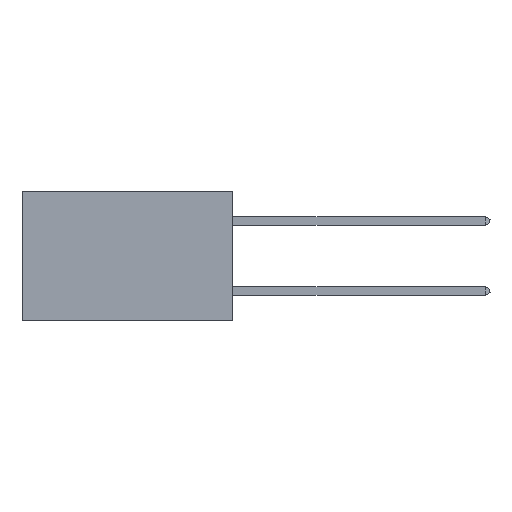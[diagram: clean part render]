
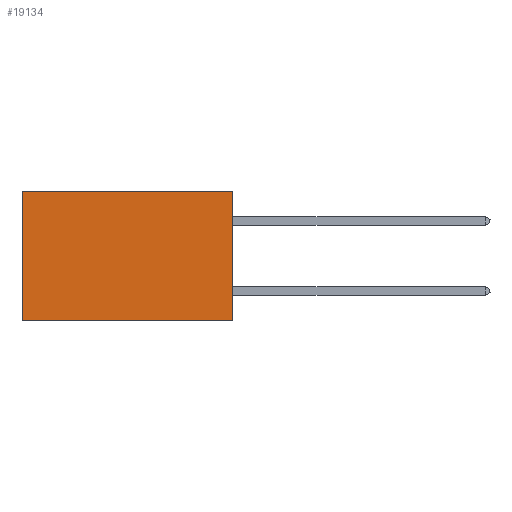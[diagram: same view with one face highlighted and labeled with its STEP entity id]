
A CAD part, left-side view. The second image highlights one B-rep face of the part: STEP entity #19134.
In plain terms, the highlighted planar face has unit normal (-1, 0, 0).
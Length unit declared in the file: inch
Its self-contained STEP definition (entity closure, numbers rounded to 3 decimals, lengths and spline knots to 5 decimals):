
#1333 = VECTOR ( 'NONE', #32673, 39.37008 ) ;
#1740 = DIRECTION ( 'NONE',  ( 0., 0., -1. ) ) ;
#2761 = VERTEX_POINT ( 'NONE', #18110 ) ;
#4312 = LINE ( 'NONE', #14381, #11970 ) ;
#4441 = EDGE_CURVE ( 'NONE', #2761, #19876, #4312, .T. ) ;
#4954 = CARTESIAN_POINT ( 'NONE',  ( 0.2875, 0., -0.37 ) ) ;
#5019 = CARTESIAN_POINT ( 'NONE',  ( 0.2875, 0., -0.37 ) ) ;
#5134 = DIRECTION ( 'NONE',  ( 0., 0., -1. ) ) ;
#6091 = AXIS2_PLACEMENT_3D ( 'NONE', #28144, #12703, #5134 ) ;
#6578 = EDGE_CURVE ( 'NONE', #26741, #2761, #9861, .T. ) ;
#8000 = EDGE_CURVE ( 'NONE', #26741, #10648, #29117, .T. ) ;
#8147 = VECTOR ( 'NONE', #17385, 39.37008 ) ;
#8185 = FACE_OUTER_BOUND ( 'NONE', #31207, .T. ) ;
#9861 = LINE ( 'NONE', #30014, #1333 ) ;
#10112 = PLANE ( 'NONE',  #6091 ) ;
#10648 = VERTEX_POINT ( 'NONE', #4954 ) ;
#11970 = VECTOR ( 'NONE', #1740, 39.37008 ) ;
#12703 = DIRECTION ( 'NONE',  ( 1., 0., 0. ) ) ;
#14381 = CARTESIAN_POINT ( 'NONE',  ( 0.2875, 0.6, 0. ) ) ;
#14663 = ORIENTED_EDGE ( 'NONE', *, *, #4441, .T. ) ;
#15151 = EDGE_CURVE ( 'NONE', #10648, #19876, #31843, .T. ) ;
#17155 = CARTESIAN_POINT ( 'NONE',  ( 0.2875, 0., 0. ) ) ;
#17385 = DIRECTION ( 'NONE',  ( 0., 0., -1. ) ) ;
#17741 = DIRECTION ( 'NONE',  ( 0., 1., 0. ) ) ;
#18110 = CARTESIAN_POINT ( 'NONE',  ( 0.2875, 0.6, 0. ) ) ;
#19012 = ORIENTED_EDGE ( 'NONE', *, *, #6578, .T. ) ;
#19134 = ADVANCED_FACE ( 'NONE', ( #8185 ), #10112, .F. ) ;
#19876 = VERTEX_POINT ( 'NONE', #25067 ) ;
#22659 = ORIENTED_EDGE ( 'NONE', *, *, #15151, .F. ) ;
#25067 = CARTESIAN_POINT ( 'NONE',  ( 0.2875, 0.6, -0.37 ) ) ;
#26741 = VERTEX_POINT ( 'NONE', #17155 ) ;
#27656 = CARTESIAN_POINT ( 'NONE',  ( 0.2875, 0., 0. ) ) ;
#28144 = CARTESIAN_POINT ( 'NONE',  ( 0.2875, 0., 0. ) ) ;
#28640 = VECTOR ( 'NONE', #17741, 39.37008 ) ;
#29117 = LINE ( 'NONE', #27656, #8147 ) ;
#30014 = CARTESIAN_POINT ( 'NONE',  ( 0.2875, 0., 0. ) ) ;
#31207 = EDGE_LOOP ( 'NONE', ( #14663, #22659, #32477, #19012 ) ) ;
#31843 = LINE ( 'NONE', #5019, #28640 ) ;
#32477 = ORIENTED_EDGE ( 'NONE', *, *, #8000, .F. ) ;
#32673 = DIRECTION ( 'NONE',  ( 0., 1., 0. ) ) ;
